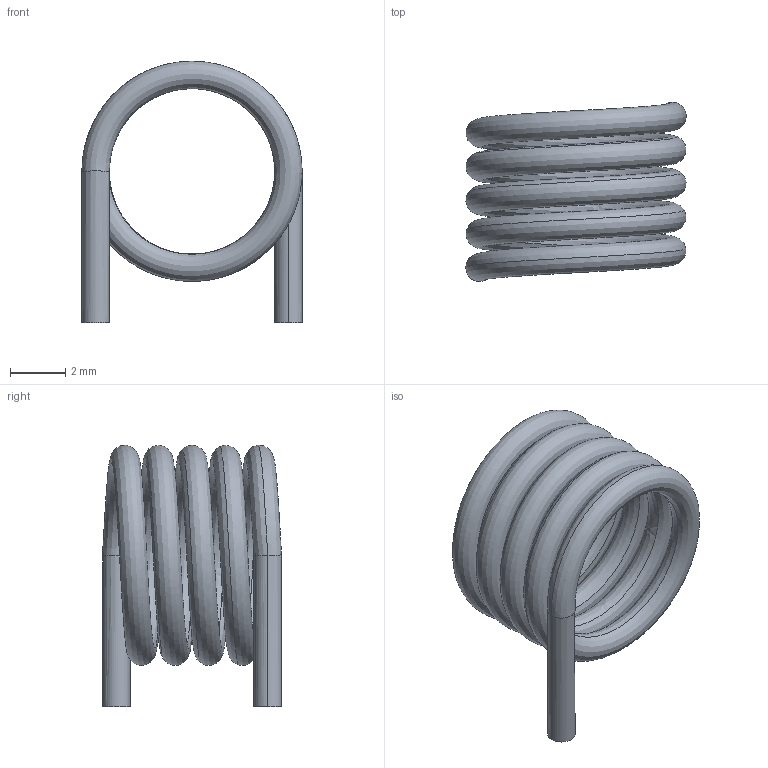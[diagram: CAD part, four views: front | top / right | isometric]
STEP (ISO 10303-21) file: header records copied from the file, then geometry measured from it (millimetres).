
FILE_DESCRIPTION(/* description */ (''),/* implementation_level */ '2;1');
FILE_NAME(/* name */ 'BOBINA~3',/* time_stamp */ '2019-03-21T10:20:53-03:00',/* author */ (''),/* organization */ (''),/* preprocessor_version */ 'ST-DEVELOPER v14',/* originating_system */ '',/* authorisation */ '');
FILE_SCHEMA (('AUTOMOTIVE_DESIGN'));
Length unit declared in the file: millimetre
Products named in the file (1): Document
Bounding box: 8 x 6.5 x 9.5 mm (x, y, z)
Volume: 86.5 mm3; surface area: 347.5 mm2
Topology: 1 solids, 1 shells, 8 faces, 19 edges, 13 vertices
Faces by surface type: bspline 6, plane 2
Entity records: 2251 total; most frequent: CARTESIAN_POINT 2118, ORIENTED_EDGE 38, EDGE_CURVE 19, VERTEX_POINT 13, ADVANCED_FACE 8, FACE_OUTER_BOUND 8, EDGE_LOOP 8, B_SPLINE_CURVE_WITH_KNOTS 8
